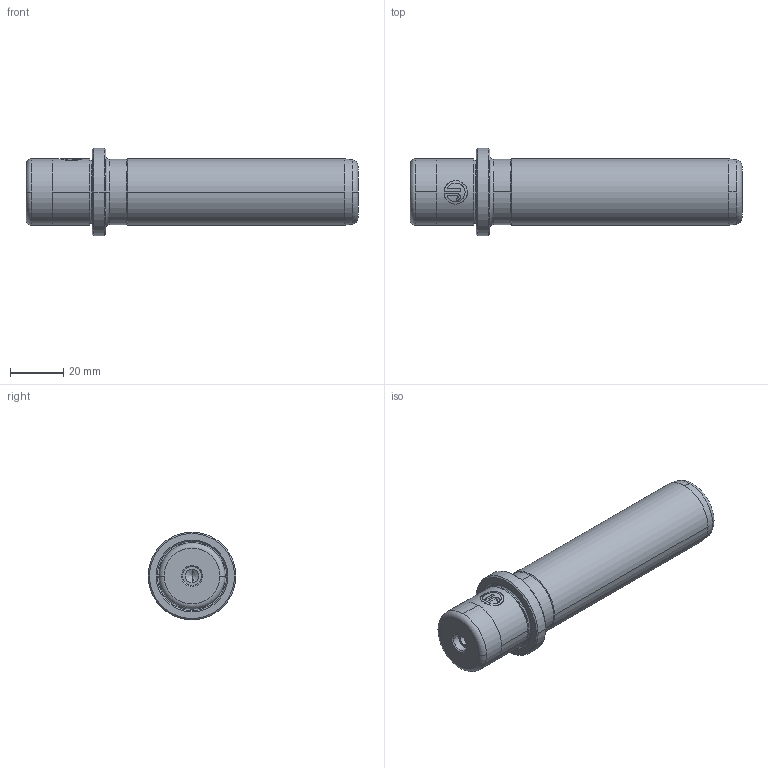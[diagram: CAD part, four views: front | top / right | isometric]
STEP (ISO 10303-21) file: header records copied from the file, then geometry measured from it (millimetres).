
FILE_DESCRIPTION (( 'STEP AP214' ), '1' );
FILE_NAME ('583QM-D25-L100.step', '2021-11-10T08:08:38', ( 'User' ), ( 'china' ), 'SwSTEP 2.0', 'SolidWorks 2016', '' );
FILE_SCHEMA (( 'AUTOMOTIVE_DESIGN' ));
Length unit declared in the file: millimetre
Products named in the file (1): 583QM-D25-L100
Bounding box: 125 x 33 x 33 mm (x, y, z)
Volume: 61645.2 mm3; surface area: 12221.8 mm2
Topology: 1 solids, 1 shells, 76 faces, 180 edges, 112 vertices
Faces by surface type: cylinder 32, cone 20, plane 16, torus 8
Entity records: 2520 total; most frequent: CARTESIAN_POINT 681, DIRECTION 392, ORIENTED_EDGE 352, EDGE_CURVE 176, AXIS2_PLACEMENT_3D 163, VERTEX_POINT 112, EDGE_LOOP 86, CIRCLE 86
